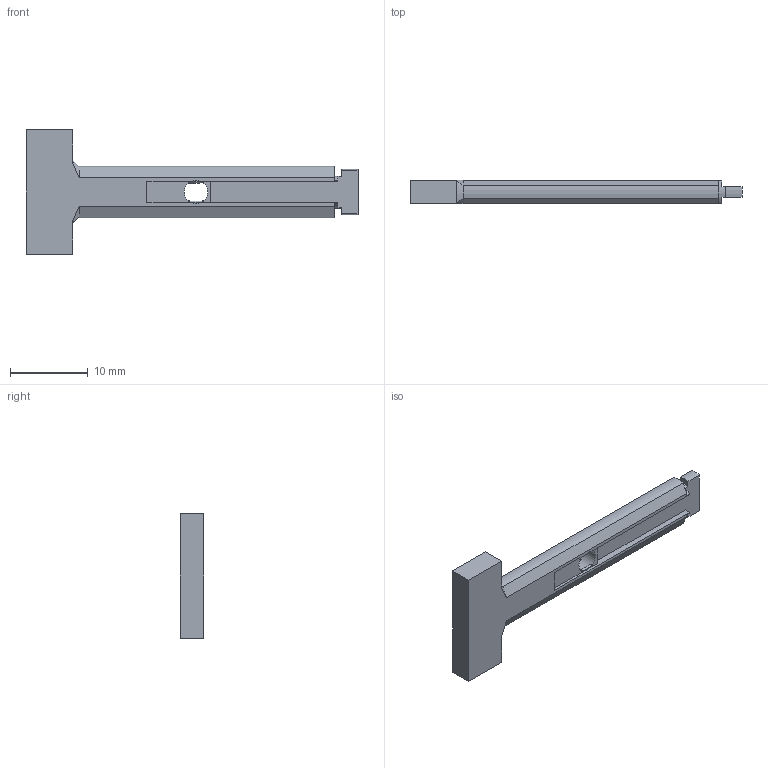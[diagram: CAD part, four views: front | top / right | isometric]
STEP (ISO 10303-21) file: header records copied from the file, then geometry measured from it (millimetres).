
FILE_DESCRIPTION(/* description */ (''),/* implementation_level */ '2;1');
FILE_NAME(/* name */ 'protec blank no bearing.step',/* time_stamp */ '2024-09-24T12:04:29+02:00',/* author */ (''),/* organization */ (''),/* preprocessor_version */ 'ST-DEVELOPER v20',/* originating_system */ 'Autodesk Translation Framework v13.20.0.188',/* authorisation */ '');
FILE_SCHEMA (('AUTOMOTIVE_DESIGN { 1 0 10303 214 3 1 1 }'));
Length unit declared in the file: millimetre
Products named in the file (1): protec² without bearing
Bounding box: 42.57 x 2.95 x 15.9 mm (x, y, z)
Volume: 787.4 mm3; surface area: 995.4 mm2
Topology: 1 solids, 1 shells, 77 faces, 217 edges, 142 vertices
Faces by surface type: plane 52, cylinder 15, bspline 8, cone 2
Full cylindrical faces by diameter (mm): 3 x1
Entity records: 2747 total; most frequent: CARTESIAN_POINT 733, ORIENTED_EDGE 434, DIRECTION 393, EDGE_CURVE 217, VERTEX_POINT 142, LINE 133, VECTOR 133, AXIS2_PLACEMENT_3D 130
